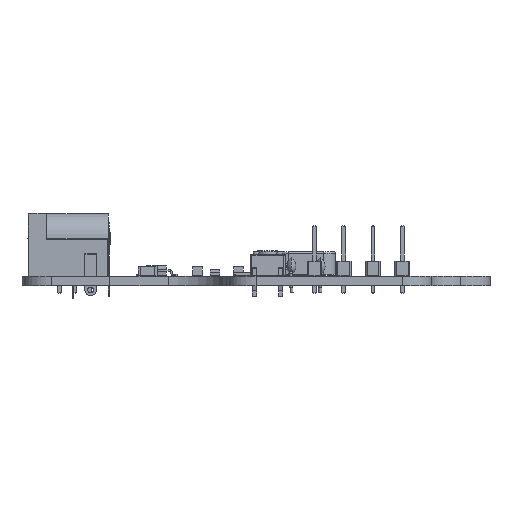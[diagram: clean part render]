
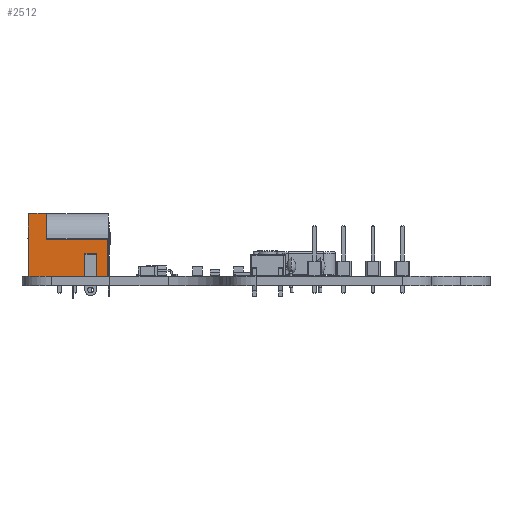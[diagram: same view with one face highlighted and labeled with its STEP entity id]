
A CAD part, front view. The second image highlights one B-rep face of the part: STEP entity #2512.
In plain terms, the highlighted planar face has unit normal (0, -1, 0).
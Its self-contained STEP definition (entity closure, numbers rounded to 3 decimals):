
#2343 = VERTEX_POINT('',#2344);
#2344 = CARTESIAN_POINT('',(-13.6,-4.5,10.6));
#2351 = EDGE_CURVE('',#2352,#2343,#2354,.T.);
#2352 = VERTEX_POINT('',#2353);
#2353 = CARTESIAN_POINT('',(-10.6,-4.5,10.6));
#2354 = LINE('',#2355,#2356);
#2355 = CARTESIAN_POINT('',(-10.5,-4.5,10.6));
#2356 = VECTOR('',#2357,1.);
#2357 = DIRECTION('',(-1.,0.,0.));
#2512 = ADVANCED_FACE('',(#2513),#2554,.T.);
#2513 = FACE_BOUND('',#2514,.T.);
#2514 = EDGE_LOOP('',(#2515,#2525,#2533,#2541,#2547,#2548));
#2515 = ORIENTED_EDGE('',*,*,#2516,.F.);
#2516 = EDGE_CURVE('',#2517,#2519,#2521,.T.);
#2517 = VERTEX_POINT('',#2518);
#2518 = CARTESIAN_POINT('',(-0.1,-4.5,-0.1));
#2519 = VERTEX_POINT('',#2520);
#2520 = CARTESIAN_POINT('',(-13.6,-4.5,-0.1));
#2521 = LINE('',#2522,#2523);
#2522 = CARTESIAN_POINT('',(-10.5,-4.5,-0.1));
#2523 = VECTOR('',#2524,1.);
#2524 = DIRECTION('',(-1.,0.,0.));
#2525 = ORIENTED_EDGE('',*,*,#2526,.F.);
#2526 = EDGE_CURVE('',#2527,#2517,#2529,.T.);
#2527 = VERTEX_POINT('',#2528);
#2528 = CARTESIAN_POINT('',(-0.1,-4.5,6.3));
#2529 = LINE('',#2530,#2531);
#2530 = CARTESIAN_POINT('',(-0.1,-4.5,6.4));
#2531 = VECTOR('',#2532,1.);
#2532 = DIRECTION('',(0.,0.,-1.));
#2533 = ORIENTED_EDGE('',*,*,#2534,.T.);
#2534 = EDGE_CURVE('',#2527,#2535,#2537,.T.);
#2535 = VERTEX_POINT('',#2536);
#2536 = CARTESIAN_POINT('',(-10.6,-4.5,6.3));
#2537 = LINE('',#2538,#2539);
#2538 = CARTESIAN_POINT('',(0.,-4.5,6.3));
#2539 = VECTOR('',#2540,1.);
#2540 = DIRECTION('',(-1.,0.,0.));
#2541 = ORIENTED_EDGE('',*,*,#2542,.F.);
#2542 = EDGE_CURVE('',#2352,#2535,#2543,.T.);
#2543 = LINE('',#2544,#2545);
#2544 = CARTESIAN_POINT('',(-10.6,-4.5,10.7));
#2545 = VECTOR('',#2546,1.);
#2546 = DIRECTION('',(0.,0.,-1.));
#2547 = ORIENTED_EDGE('',*,*,#2351,.T.);
#2548 = ORIENTED_EDGE('',*,*,#2549,.T.);
#2549 = EDGE_CURVE('',#2343,#2519,#2550,.T.);
#2550 = LINE('',#2551,#2552);
#2551 = CARTESIAN_POINT('',(-13.6,-4.5,10.7));
#2552 = VECTOR('',#2553,1.);
#2553 = DIRECTION('',(0.,0.,-1.));
#2554 = PLANE('',#2555);
#2555 = AXIS2_PLACEMENT_3D('',#2556,#2557,#2558);
#2556 = CARTESIAN_POINT('',(-7.771,-4.5,4.379));
#2557 = DIRECTION('',(0.,-1.,0.));
#2558 = DIRECTION('',(1.,0.,0.));
